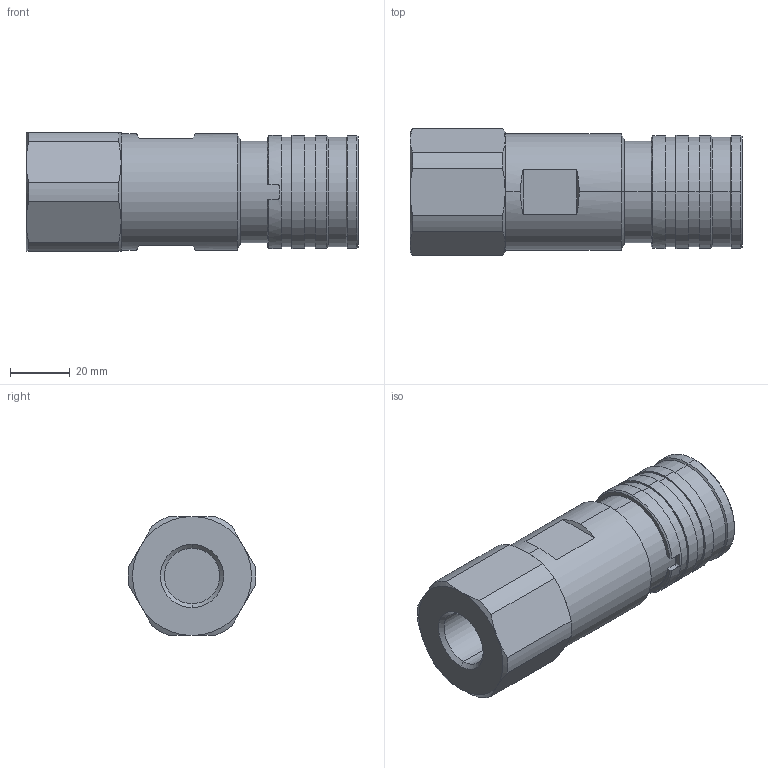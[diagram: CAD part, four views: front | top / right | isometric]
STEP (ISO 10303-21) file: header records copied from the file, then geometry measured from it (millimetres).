
FILE_DESCRIPTION (( 'STEP AP203' ), '1' );
FILE_NAME ('FEC-501-8FB.STEP', '2013-05-29T13:25:56', ( 'admin' ), ( '' ), 'SwSTEP 2.0', 'SolidWorks 2009', '' );
FILE_SCHEMA (( 'CONFIG_CONTROL_DESIGN' ));
Length unit declared in the file: millimetre
Products named in the file (1): FEC-501-8FB
Bounding box: 111.6 x 42.95 x 40 mm (x, y, z)
Volume: 127606.6 mm3; surface area: 18950.6 mm2
Topology: 1 solids, 1 shells, 118 faces, 269 edges, 170 vertices
Faces by surface type: cylinder 42, plane 38, cone 31, torus 5, sphere 2
Entity records: 3568 total; most frequent: CARTESIAN_POINT 820, DIRECTION 585, ORIENTED_EDGE 538, EDGE_CURVE 269, AXIS2_PLACEMENT_3D 247, VERTEX_POINT 170, EDGE_LOOP 135, CIRCLE 128
